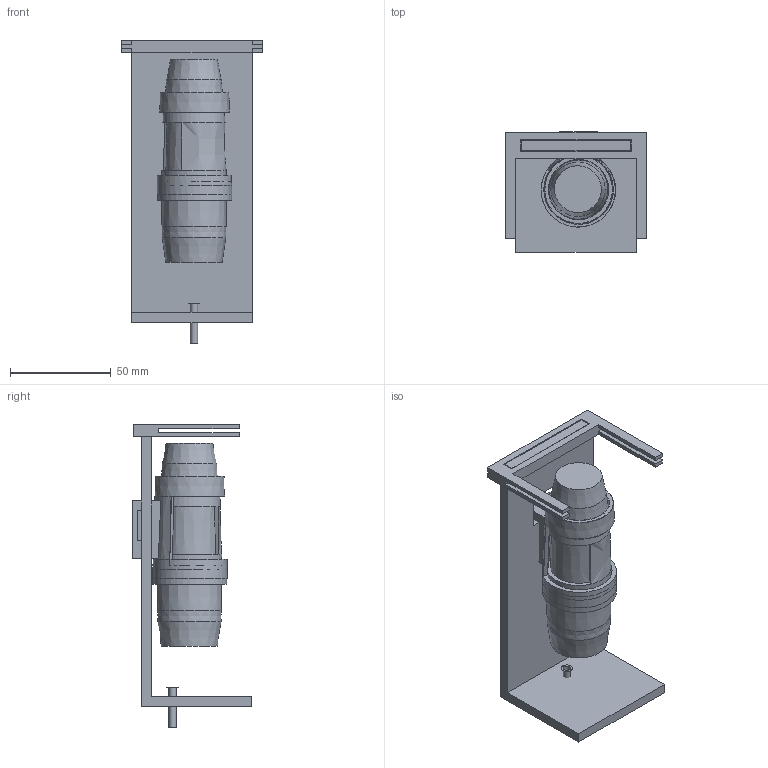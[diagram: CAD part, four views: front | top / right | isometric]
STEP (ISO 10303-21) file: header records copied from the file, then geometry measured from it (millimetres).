
FILE_DESCRIPTION(/* description */ (''),/* implementation_level */ '2;1');
FILE_NAME(/* name */ 'Dino-Lite vertical setup- Chip v12.step',/* time_stamp */ '2022-11-20T13:14:41+02:00',/* author */ (''),/* organization */ (''),/* preprocessor_version */ 'ST-DEVELOPER v19.2',/* originating_system */ 'Autodesk Translation Framework v11.17.0.187',/* authorisation */ '');
FILE_SCHEMA (('AUTOMOTIVE_DESIGN { 1 0 10303 214 3 1 1 }'));
Length unit declared in the file: millimetre
Products named in the file (3): Dino-Lite vertical setup- Chip; chip_holder v2; Dino-Lite Pro AM413T 10x~50x 220x Measuring camera
Assembly tree (2 placements, depth 3):
  Dino-Lite vertical setup- Chip
    chip_holder v2
      Dino-Lite Pro AM413T 10x~50x 220x Measuring camera
Bounding box: 70 x 59.47 x 150.3 mm (x, y, z)
Volume: 151941.7 mm3; surface area: 58965.6 mm2
Topology: 7 solids, 7 shells, 99 faces, 246 edges, 160 vertices
Faces by surface type: plane 75, cone 10, bspline 9, cylinder 5
Full cylindrical faces by diameter (mm): 3.6 x1, 32.4 x2, 36.8 x2
Entity records: 3326 total; most frequent: CARTESIAN_POINT 751, ORIENTED_EDGE 492, DIRECTION 478, EDGE_CURVE 246, LINE 182, VECTOR 182, VERTEX_POINT 160, AXIS2_PLACEMENT_3D 148
